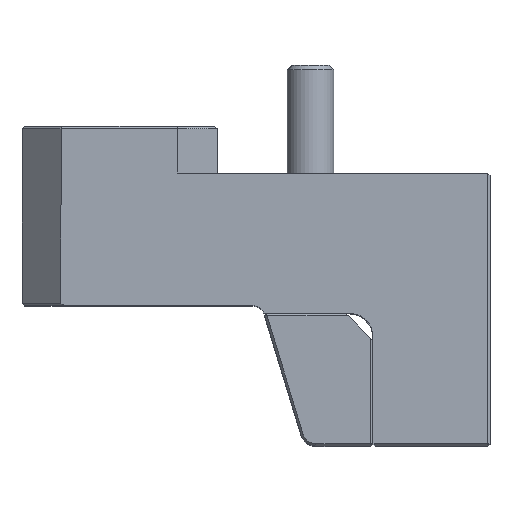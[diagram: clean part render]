
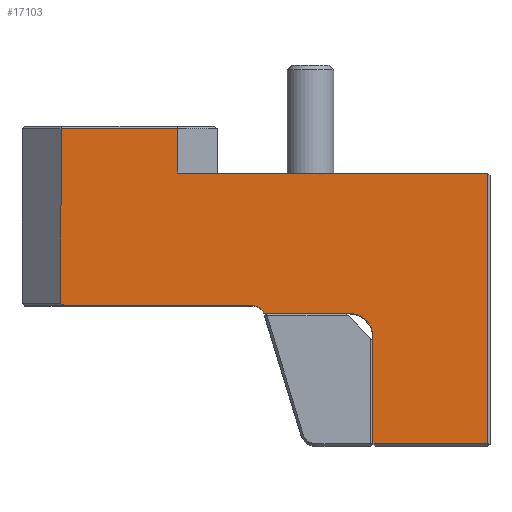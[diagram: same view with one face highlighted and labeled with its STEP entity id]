
A CAD part, top view. The second image highlights one B-rep face of the part: STEP entity #17103.
In plain terms, the highlighted planar face has unit normal (0, 0, 1).
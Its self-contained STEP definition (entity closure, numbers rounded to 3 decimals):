
#86 = LINE ( 'NONE', #3378, #16974 ) ;
#280 = ORIENTED_EDGE ( 'NONE', *, *, #26963, .T. ) ;
#506 = LINE ( 'NONE', #11547, #27249 ) ;
#717 = VECTOR ( 'NONE', #7696, 1000. ) ;
#784 = CARTESIAN_POINT ( 'NONE',  ( 4.586, -1.5, 20. ) ) ;
#1559 = EDGE_CURVE ( 'NONE', #17857, #22971, #12310, .T. ) ;
#2088 = LINE ( 'NONE', #12009, #717 ) ;
#2568 = ORIENTED_EDGE ( 'NONE', *, *, #3059, .T. ) ;
#2827 = EDGE_CURVE ( 'NONE', #22971, #11263, #19436, .T. ) ;
#3059 = EDGE_CURVE ( 'NONE', #25469, #17857, #506, .T. ) ;
#3378 = CARTESIAN_POINT ( 'NONE',  ( -21.384, 1.279, 20. ) ) ;
#3520 = ORIENTED_EDGE ( 'NONE', *, *, #27400, .T. ) ;
#3526 = VECTOR ( 'NONE', #23448, 1000. ) ;
#4082 = CARTESIAN_POINT ( 'NONE',  ( 4.586, 0., 20. ) ) ;
#4317 = DIRECTION ( 'NONE',  ( 1., 0., 0. ) ) ;
#4612 = CARTESIAN_POINT ( 'NONE',  ( 4.586, -17.7, 20. ) ) ;
#4653 = EDGE_CURVE ( 'NONE', #16023, #8806, #22037, .T. ) ;
#4655 = ORIENTED_EDGE ( 'NONE', *, *, #7939, .T. ) ;
#4852 = ORIENTED_EDGE ( 'NONE', *, *, #10534, .T. ) ;
#4984 = CARTESIAN_POINT ( 'NONE',  ( -19.576, 0., 20. ) ) ;
#5081 = CARTESIAN_POINT ( 'NONE',  ( -25., 0., 20. ) ) ;
#5341 = PLANE ( 'NONE',  #26497 ) ;
#6446 = CARTESIAN_POINT ( 'NONE',  ( -20., 0.3, 20. ) ) ;
#6568 = DIRECTION ( 'NONE',  ( 0., -1., 0. ) ) ;
#6854 = CARTESIAN_POINT ( 'NONE',  ( 20., -1., 20. ) ) ;
#6953 = VECTOR ( 'NONE', #23896, 1000. ) ;
#7696 = DIRECTION ( 'NONE',  ( -1., 0., 0. ) ) ;
#7939 = EDGE_CURVE ( 'NONE', #12709, #17985, #86, .T. ) ;
#8806 = VERTEX_POINT ( 'NONE', #12387 ) ;
#9515 = EDGE_CURVE ( 'NONE', #17985, #19897, #18402, .T. ) ;
#9572 = ORIENTED_EDGE ( 'NONE', *, *, #14481, .T. ) ;
#9931 = ORIENTED_EDGE ( 'NONE', *, *, #4653, .T. ) ;
#10017 = DIRECTION ( 'NONE',  ( 0., 0., -1. ) ) ;
#10534 = EDGE_CURVE ( 'NONE', #14922, #25266, #19333, .T. ) ;
#11104 = VECTOR ( 'NONE', #4317, 1000. ) ;
#11263 = VERTEX_POINT ( 'NONE', #11419 ) ;
#11419 = CARTESIAN_POINT ( 'NONE',  ( 20., -17.7, 20. ) ) ;
#11441 = LINE ( 'NONE', #25737, #24449 ) ;
#11547 = CARTESIAN_POINT ( 'NONE',  ( 6., -1., 20. ) ) ;
#11581 = DIRECTION ( 'NONE',  ( 0., 0., -1. ) ) ;
#11787 = CARTESIAN_POINT ( 'NONE',  ( 34.7, -17.7, 20. ) ) ;
#11925 = ORIENTED_EDGE ( 'NONE', *, *, #2827, .T. ) ;
#12009 = CARTESIAN_POINT ( 'NONE',  ( 4.586, 22.7, 20. ) ) ;
#12151 = AXIS2_PLACEMENT_3D ( 'NONE', #23129, #12494, #18928 ) ;
#12310 = CIRCLE ( 'NONE', #15389, 3. ) ;
#12387 = CARTESIAN_POINT ( 'NONE',  ( -5., 22.7, 20. ) ) ;
#12494 = DIRECTION ( 'NONE',  ( 0., 0., -1. ) ) ;
#12709 = VERTEX_POINT ( 'NONE', #6446 ) ;
#13719 = DIRECTION ( 'NONE',  ( 1., 0., 0. ) ) ;
#13757 = DIRECTION ( 'NONE',  ( 1., 0., 0. ) ) ;
#14401 = DIRECTION ( 'NONE',  ( -1., 0., 0. ) ) ;
#14481 = EDGE_CURVE ( 'NONE', #19897, #25469, #26597, .T. ) ;
#14603 = ORIENTED_EDGE ( 'NONE', *, *, #1559, .T. ) ;
#14744 = ORIENTED_EDGE ( 'NONE', *, *, #27030, .T. ) ;
#14922 = VERTEX_POINT ( 'NONE', #11787 ) ;
#15269 = VECTOR ( 'NONE', #13719, 1000. ) ;
#15272 = CARTESIAN_POINT ( 'NONE',  ( -5., -1.5, 20. ) ) ;
#15389 = AXIS2_PLACEMENT_3D ( 'NONE', #16609, #10017, #14401 ) ;
#15928 = DIRECTION ( 'NONE',  ( 0., 1., 0. ) ) ;
#16023 = VERTEX_POINT ( 'NONE', #19920 ) ;
#16036 = VERTEX_POINT ( 'NONE', #22313 ) ;
#16322 = CARTESIAN_POINT ( 'NONE',  ( 20., -4., 20. ) ) ;
#16609 = CARTESIAN_POINT ( 'NONE',  ( 17., -4., 20. ) ) ;
#16974 = VECTOR ( 'NONE', #25432, 1000. ) ;
#17050 = VECTOR ( 'NONE', #6568, 1000. ) ;
#17103 = ADVANCED_FACE ( 'NONE', ( #17652 ), #5341, .F. ) ;
#17274 = LINE ( 'NONE', #4612, #11104 ) ;
#17652 = FACE_OUTER_BOUND ( 'NONE', #19465, .T. ) ;
#17857 = VERTEX_POINT ( 'NONE', #21657 ) ;
#17967 = ORIENTED_EDGE ( 'NONE', *, *, #9515, .T. ) ;
#17985 = VERTEX_POINT ( 'NONE', #4984 ) ;
#18402 = LINE ( 'NONE', #5081, #15269 ) ;
#18891 = DIRECTION ( 'NONE',  ( -1., 0., 0. ) ) ;
#18928 = DIRECTION ( 'NONE',  ( -1., 0., 0. ) ) ;
#19333 = LINE ( 'NONE', #20255, #24783 ) ;
#19436 = LINE ( 'NONE', #6854, #17050 ) ;
#19465 = EDGE_LOOP ( 'NONE', ( #2568, #14603, #11925, #23617, #4852, #280, #9931, #3520, #14744, #4655, #17967, #9572 ) ) ;
#19721 = CARTESIAN_POINT ( 'NONE',  ( 6., -1., 20. ) ) ;
#19897 = VERTEX_POINT ( 'NONE', #4082 ) ;
#19920 = CARTESIAN_POINT ( 'NONE',  ( -5., 17., 20. ) ) ;
#20255 = CARTESIAN_POINT ( 'NONE',  ( 34.7, -1.5, 20. ) ) ;
#20688 = DIRECTION ( 'NONE',  ( -1., 0., 0. ) ) ;
#21657 = CARTESIAN_POINT ( 'NONE',  ( 17., -1., 20. ) ) ;
#22037 = LINE ( 'NONE', #15272, #6953 ) ;
#22313 = CARTESIAN_POINT ( 'NONE',  ( -20., 22.7, 20. ) ) ;
#22415 = LINE ( 'NONE', #27629, #3526 ) ;
#22971 = VERTEX_POINT ( 'NONE', #16322 ) ;
#23129 = CARTESIAN_POINT ( 'NONE',  ( 4.586, -1.5, 20. ) ) ;
#23448 = DIRECTION ( 'NONE',  ( 0., -1., 0. ) ) ;
#23617 = ORIENTED_EDGE ( 'NONE', *, *, #27074, .T. ) ;
#23896 = DIRECTION ( 'NONE',  ( 0., 1., 0. ) ) ;
#24449 = VECTOR ( 'NONE', #18891, 1000. ) ;
#24783 = VECTOR ( 'NONE', #15928, 1000. ) ;
#25266 = VERTEX_POINT ( 'NONE', #27269 ) ;
#25432 = DIRECTION ( 'NONE',  ( 0.816, -0.577, 0. ) ) ;
#25469 = VERTEX_POINT ( 'NONE', #19721 ) ;
#25737 = CARTESIAN_POINT ( 'NONE',  ( 35., 17., 20. ) ) ;
#26497 = AXIS2_PLACEMENT_3D ( 'NONE', #784, #11581, #20688 ) ;
#26597 = CIRCLE ( 'NONE', #12151, 1.5 ) ;
#26963 = EDGE_CURVE ( 'NONE', #25266, #16023, #11441, .T. ) ;
#27030 = EDGE_CURVE ( 'NONE', #16036, #12709, #22415, .T. ) ;
#27074 = EDGE_CURVE ( 'NONE', #11263, #14922, #17274, .T. ) ;
#27249 = VECTOR ( 'NONE', #13757, 1000. ) ;
#27269 = CARTESIAN_POINT ( 'NONE',  ( 34.7, 17., 20. ) ) ;
#27400 = EDGE_CURVE ( 'NONE', #8806, #16036, #2088, .T. ) ;
#27629 = CARTESIAN_POINT ( 'NONE',  ( -20., -1.5, 20. ) ) ;
